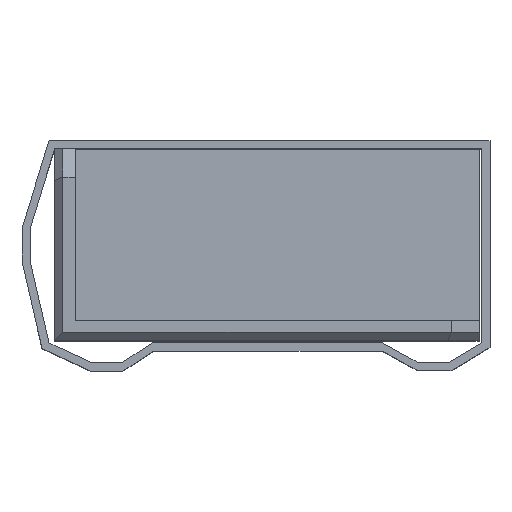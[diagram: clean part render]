
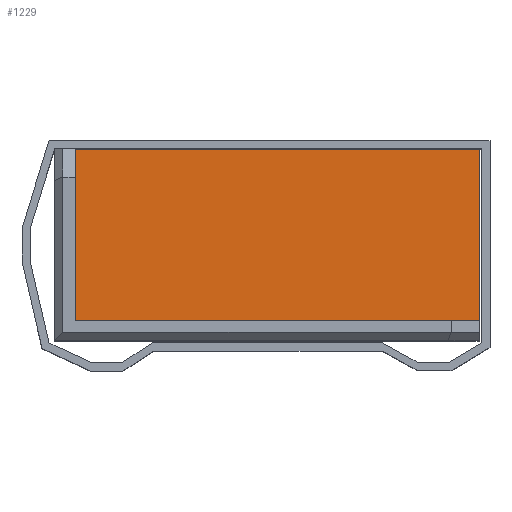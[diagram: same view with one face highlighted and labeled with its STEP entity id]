
A CAD part, top view. The second image highlights one B-rep face of the part: STEP entity #1229.
In plain terms, the highlighted planar face has unit normal (0, 0, 1).
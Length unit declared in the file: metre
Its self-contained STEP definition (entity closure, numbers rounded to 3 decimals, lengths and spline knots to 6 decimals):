
#23=ORIENTED_EDGE('',*,*,#377,.T.);
#24=ORIENTED_EDGE('',*,*,#378,.T.);
#25=ORIENTED_EDGE('',*,*,#379,.F.);
#26=ORIENTED_EDGE('',*,*,#380,.T.);
#377=EDGE_CURVE('',#554,#555,#673,.T.);
#378=EDGE_CURVE('',#555,#556,#674,.T.);
#379=EDGE_CURVE('',#557,#556,#675,.T.);
#380=EDGE_CURVE('',#557,#554,#676,.T.);
#554=VERTEX_POINT('',#1711);
#555=VERTEX_POINT('',#1712);
#556=VERTEX_POINT('',#1714);
#557=VERTEX_POINT('',#1716);
#673=LINE('',#1710,#844);
#674=LINE('',#1713,#845);
#675=LINE('',#1715,#846);
#676=LINE('',#1717,#847);
#844=VECTOR('',#1395,1.);
#845=VECTOR('',#1396,1.);
#846=VECTOR('',#1397,1.);
#847=VECTOR('',#1398,1.);
#1015=EDGE_LOOP('',(#23,#24,#25,#26));
#1091=FACE_BOUND('',#1015,.T.);
#1167=PLANE('',#1319);
#1229=ADVANCED_FACE('',(#1091),#1167,.T.);
#1319=AXIS2_PLACEMENT_3D('',#1709,#1393,#1394);
#1393=DIRECTION('',(0.,0.,1.));
#1394=DIRECTION('',(1.,0.,0.));
#1395=DIRECTION('',(-1.,0.,0.));
#1396=DIRECTION('',(0.,-1.,0.));
#1397=DIRECTION('',(-1.,0.,0.));
#1398=DIRECTION('',(0.,1.,0.));
#1709=CARTESIAN_POINT('',(0.27,0.132675,-0.145203));
#1710=CARTESIAN_POINT('',(0.27,0.156175,-0.145203));
#1711=CARTESIAN_POINT('',(0.27,0.156175,-0.145203));
#1712=CARTESIAN_POINT('',(0.171,0.156175,-0.145203));
#1713=CARTESIAN_POINT('',(0.171,0.135175,-0.145203));
#1714=CARTESIAN_POINT('',(0.171,0.114175,-0.145203));
#1715=CARTESIAN_POINT('',(0.2205,0.114175,-0.145203));
#1716=CARTESIAN_POINT('',(0.27,0.114175,-0.145203));
#1717=CARTESIAN_POINT('',(0.27,0.132675,-0.145203));
